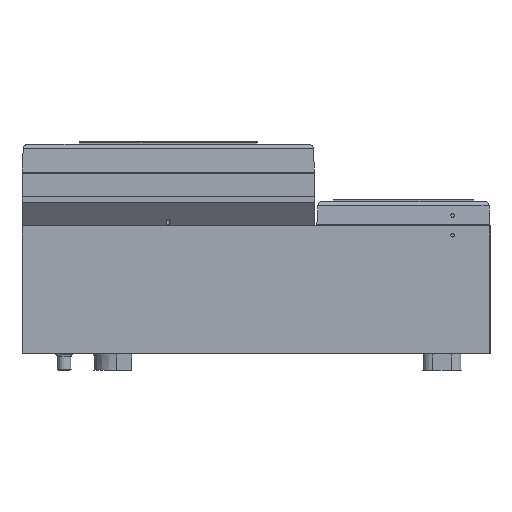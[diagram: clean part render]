
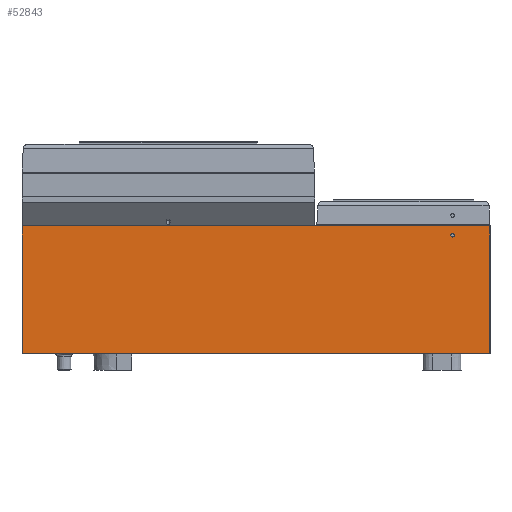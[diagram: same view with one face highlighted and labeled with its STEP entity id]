
A CAD part, left-side view. The second image highlights one B-rep face of the part: STEP entity #52843.
In plain terms, the highlighted planar face has unit normal (-1, 0, 0).
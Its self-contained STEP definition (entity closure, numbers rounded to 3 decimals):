
#24435=CARTESIAN_POINT('',(10.,16.,51.45));
#24436=VERTEX_POINT('',#24435);
#24437=CARTESIAN_POINT('',(10.,16.,50.7));
#24438=DIRECTION('',(1.0,0.0,0.0));
#24439=DIRECTION('',(0.0,0.0,1.0));
#24440=AXIS2_PLACEMENT_3D('',#24437,#24438,#24439);
#24441=CIRCLE('',#24440,0.75);
#24442=EDGE_CURVE('',#24436,#24436,#24441,.T.);
#46594=CARTESIAN_POINT('',(10.,0.0,0.0));
#46595=VERTEX_POINT('',#46594);
#46596=CARTESIAN_POINT('',(10.,200.0,0.0));
#46597=VERTEX_POINT('',#46596);
#46598=CARTESIAN_POINT('',(10.,0.0,0.0));
#46599=DIRECTION('',(0.0,1.0,0.0));
#46600=VECTOR('',#46599,200.0);
#46601=LINE('',#46598,#46600);
#46602=EDGE_CURVE('',#46595,#46597,#46601,.T.);
#47789=CARTESIAN_POINT('',(10.,0.0,54.7));
#47790=VERTEX_POINT('',#47789);
#47797=CARTESIAN_POINT('',(10.,0.0,54.7));
#47798=DIRECTION('',(0.0,0.0,-1.0));
#47799=VECTOR('',#47798,54.7);
#47800=LINE('',#47797,#47799);
#47801=EDGE_CURVE('',#47790,#46595,#47800,.T.);
#51932=CARTESIAN_POINT('',(10.,75.,54.7));
#51933=VERTEX_POINT('',#51932);
#51934=CARTESIAN_POINT('',(10.,0.0,54.7));
#51935=DIRECTION('',(0.0,1.0,0.0));
#51936=VECTOR('',#51935,75.);
#51937=LINE('',#51934,#51936);
#51938=EDGE_CURVE('',#47790,#51933,#51937,.T.);
#52816=CARTESIAN_POINT('',(10.,200.0,54.7));
#52817=DIRECTION('',(1.0,0.0,0.0));
#52818=DIRECTION('',(0.0,0.0,-1.0));
#52819=AXIS2_PLACEMENT_3D('',#52816,#52817,#52818);
#52820=PLANE('',#52819);
#52821=ORIENTED_EDGE('',*,*,#51938,.T.);
#52822=CARTESIAN_POINT('',(10.,200.0,54.7));
#52823=VERTEX_POINT('',#52822);
#52824=CARTESIAN_POINT('',(10.,200.0,54.7));
#52825=DIRECTION('',(0.0,-1.0,0.0));
#52826=VECTOR('',#52825,125.);
#52827=LINE('',#52824,#52826);
#52828=EDGE_CURVE('',#52823,#51933,#52827,.T.);
#52829=ORIENTED_EDGE('',*,*,#52828,.F.);
#52830=CARTESIAN_POINT('',(10.,200.,0.0));
#52831=DIRECTION('',(0.0,0.0,1.0));
#52832=VECTOR('',#52831,54.7);
#52833=LINE('',#52830,#52832);
#52834=EDGE_CURVE('',#46597,#52823,#52833,.T.);
#52835=ORIENTED_EDGE('',*,*,#52834,.F.);
#52836=ORIENTED_EDGE('',*,*,#46602,.F.);
#52837=ORIENTED_EDGE('',*,*,#47801,.F.);
#52838=EDGE_LOOP('',(#52821,#52829,#52835,#52836,#52837));
#52839=FACE_OUTER_BOUND('',#52838,.T.);
#52840=ORIENTED_EDGE('',*,*,#24442,.T.);
#52841=EDGE_LOOP('',(#52840));
#52842=FACE_BOUND('',#52841,.T.);
#52843=ADVANCED_FACE('',(#52839,#52842),#52820,.F.);
